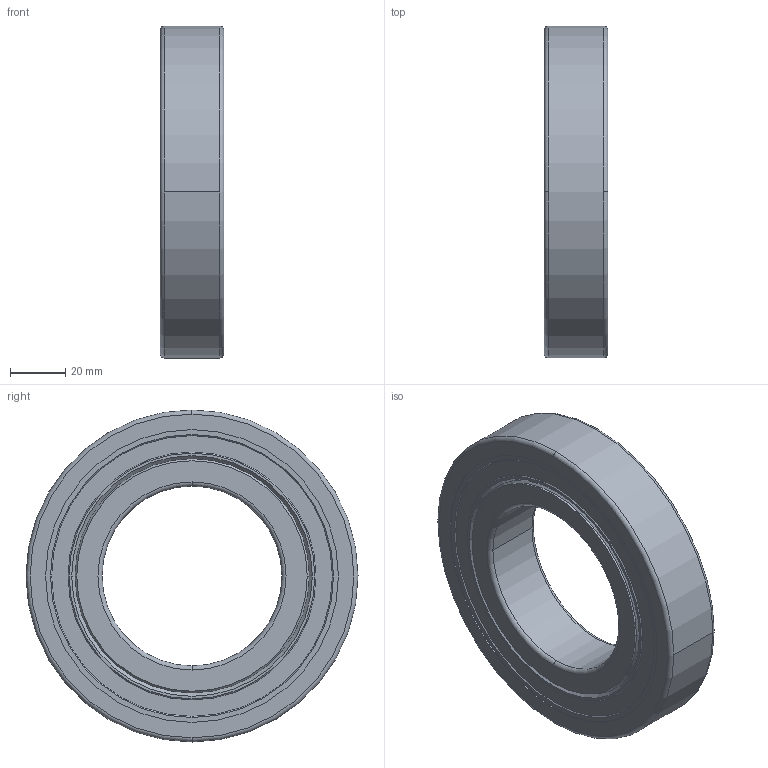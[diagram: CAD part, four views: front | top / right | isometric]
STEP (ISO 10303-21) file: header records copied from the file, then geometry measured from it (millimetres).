
FILE_DESCRIPTION(('STEP AP214'),'1');
FILE_NAME('6213-2rs1.stp','2025-07-08T07:23:36',('TraceParts'),('TraceParts S.A.'),'Spatial InterOp 3D',' ',' ');
FILE_SCHEMA(('AUTOMOTIVE_DESIGN { 1 0 10303 214 1 1 1 1 }'));
Length unit declared in the file: millimetre
Products named in the file (1): SKF_bearing_6213-2RS1_2_1
Bounding box: 23 x 120 x 120 mm (x, y, z)
Volume: 134977.7 mm3; surface area: 64236 mm2
Topology: 5 solids, 5 shells, 144 faces, 360 edges, 206 vertices
Faces by surface type: torus 54, cone 36, sphere 22, cylinder 20, plane 12
Entity records: 4776 total; most frequent: CARTESIAN_POINT 1419, DIRECTION 786, ORIENTED_EDGE 632, AXIS2_PLACEMENT_3D 365, EDGE_CURVE 316, CIRCLE 216, VERTEX_POINT 206, EDGE_LOOP 178
